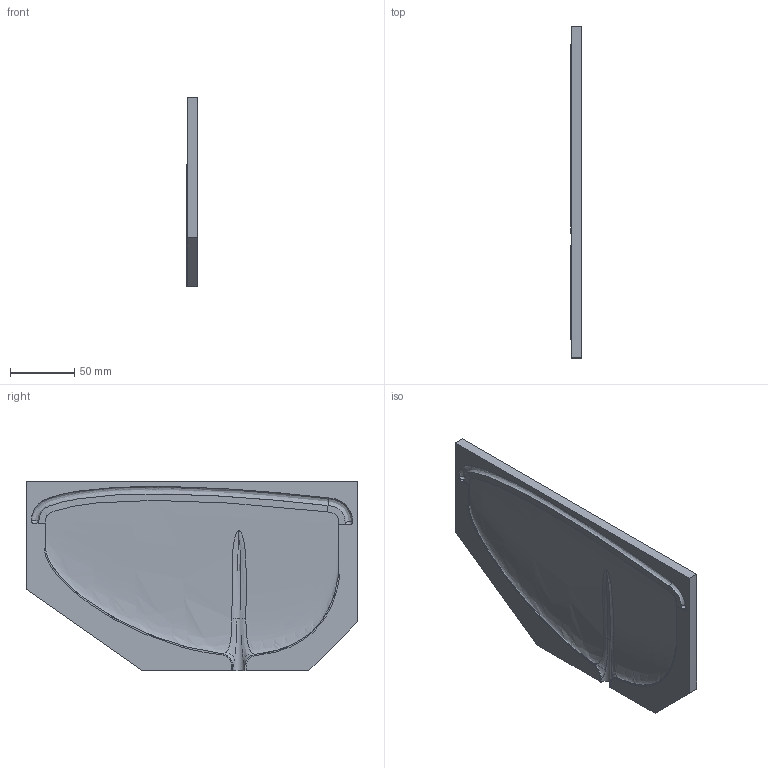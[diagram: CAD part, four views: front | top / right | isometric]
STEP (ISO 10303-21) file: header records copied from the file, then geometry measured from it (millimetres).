
FILE_DESCRIPTION (( 'STEP AP214' ), '1' );
FILE_NAME ('OpenWing_V6_Moulds_Test.STEP', '2023-01-24T06:44:57', ( '' ), ( '' ), 'SwSTEP 2.0', 'SolidWorks 2020', '' );
FILE_SCHEMA (( 'AUTOMOTIVE_DESIGN' ));
Length unit declared in the file: millimetre
Products named in the file (1): OpenWing_V6_Moulds_Test
Bounding box: 8.5 x 258.94 x 148.01 mm (x, y, z)
Volume: 228404.6 mm3; surface area: 77140.8 mm2
Topology: 1 solids, 1 shells, 60 faces, 160 edges, 102 vertices
Faces by surface type: bspline 37, plane 22, cylinder 1
Entity records: 8611 total; most frequent: CARTESIAN_POINT 7374, ORIENTED_EDGE 320, EDGE_CURVE 160, DIRECTION 132, VERTEX_POINT 102, B_SPLINE_CURVE_WITH_KNOTS 85, LINE 66, VECTOR 66
